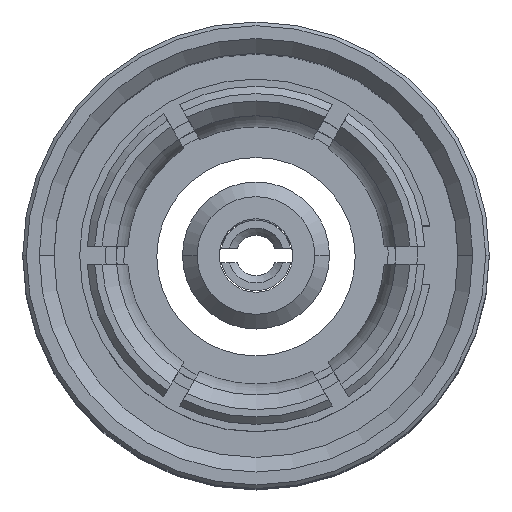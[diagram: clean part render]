
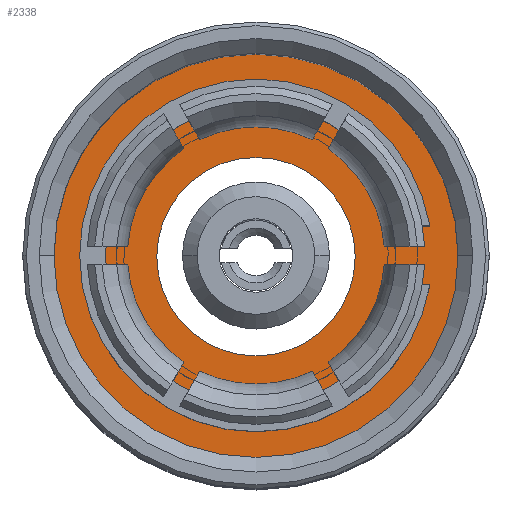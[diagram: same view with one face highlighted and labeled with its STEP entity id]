
A CAD part, top view. The second image highlights one B-rep face of the part: STEP entity #2338.
In plain terms, the highlighted planar face has unit normal (0, 0, -1).
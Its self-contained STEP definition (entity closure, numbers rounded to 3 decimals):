
#219 = EDGE_LOOP ( 'NONE', ( #1799, #663 ) ) ;
#438 = DIRECTION ( 'NONE',  ( 0., 0., -1. ) ) ;
#468 = EDGE_CURVE ( 'NONE', #1635, #782, #522, .T. ) ;
#522 = CIRCLE ( 'NONE', #3263, 1.35 ) ;
#663 = ORIENTED_EDGE ( 'NONE', *, *, #468, .F. ) ;
#782 = VERTEX_POINT ( 'NONE', #1339 ) ;
#878 = CARTESIAN_POINT ( 'NONE',  ( 0., 0., -1.7 ) ) ;
#981 = EDGE_LOOP ( 'NONE', ( #1722, #4180 ) ) ;
#1061 = DIRECTION ( 'NONE',  ( -1., 0., 0. ) ) ;
#1339 = CARTESIAN_POINT ( 'NONE',  ( -1.35, 0., -1.7 ) ) ;
#1443 = PLANE ( 'NONE',  #2971 ) ;
#1519 = VERTEX_POINT ( 'NONE', #2604 ) ;
#1533 = CIRCLE ( 'NONE', #2841, 1.35 ) ;
#1635 = VERTEX_POINT ( 'NONE', #1710 ) ;
#1710 = CARTESIAN_POINT ( 'NONE',  ( 1.35, 0., -1.7 ) ) ;
#1722 = ORIENTED_EDGE ( 'NONE', *, *, #3863, .T. ) ;
#1799 = ORIENTED_EDGE ( 'NONE', *, *, #3016, .F. ) ;
#1899 = DIRECTION ( 'NONE',  ( -1., 0., 0. ) ) ;
#2096 = CARTESIAN_POINT ( 'NONE',  ( 0., 3.075, -1.7 ) ) ;
#2141 = DIRECTION ( 'NONE',  ( 0., 0., -1. ) ) ;
#2154 = DIRECTION ( 'NONE',  ( -1., 0., 0. ) ) ;
#2289 = DIRECTION ( 'NONE',  ( 0., 0., -1. ) ) ;
#2338 = ADVANCED_FACE ( 'NONE', ( #3885, #4173 ), #1443, .T. ) ;
#2604 = CARTESIAN_POINT ( 'NONE',  ( 3.075, 0., -1.7 ) ) ;
#2721 = CARTESIAN_POINT ( 'NONE',  ( 0., 0., -1.7 ) ) ;
#2841 = AXIS2_PLACEMENT_3D ( 'NONE', #2721, #2289, #3032 ) ;
#2863 = CIRCLE ( 'NONE', #3437, 3.075 ) ;
#2971 = AXIS2_PLACEMENT_3D ( 'NONE', #2096, #2141, #1061 ) ;
#3016 = EDGE_CURVE ( 'NONE', #782, #1635, #1533, .T. ) ;
#3032 = DIRECTION ( 'NONE',  ( -1., 0., 0. ) ) ;
#3234 = DIRECTION ( 'NONE',  ( 0., 0., -1. ) ) ;
#3263 = AXIS2_PLACEMENT_3D ( 'NONE', #3830, #3493, #2154 ) ;
#3437 = AXIS2_PLACEMENT_3D ( 'NONE', #3546, #3234, #1899 ) ;
#3493 = DIRECTION ( 'NONE',  ( 0., 0., -1. ) ) ;
#3546 = CARTESIAN_POINT ( 'NONE',  ( 0., 0., -1.7 ) ) ;
#3761 = EDGE_CURVE ( 'NONE', #3879, #1519, #2863, .T. ) ;
#3830 = CARTESIAN_POINT ( 'NONE',  ( 0., 0., -1.7 ) ) ;
#3863 = EDGE_CURVE ( 'NONE', #1519, #3879, #4082, .T. ) ;
#3879 = VERTEX_POINT ( 'NONE', #3910 ) ;
#3885 = FACE_OUTER_BOUND ( 'NONE', #981, .T. ) ;
#3910 = CARTESIAN_POINT ( 'NONE',  ( -3.075, 0., -1.7 ) ) ;
#4082 = CIRCLE ( 'NONE', #4292, 3.075 ) ;
#4173 = FACE_BOUND ( 'NONE', #219, .T. ) ;
#4180 = ORIENTED_EDGE ( 'NONE', *, *, #3761, .T. ) ;
#4225 = DIRECTION ( 'NONE',  ( -1., 0., 0. ) ) ;
#4292 = AXIS2_PLACEMENT_3D ( 'NONE', #878, #438, #4225 ) ;
